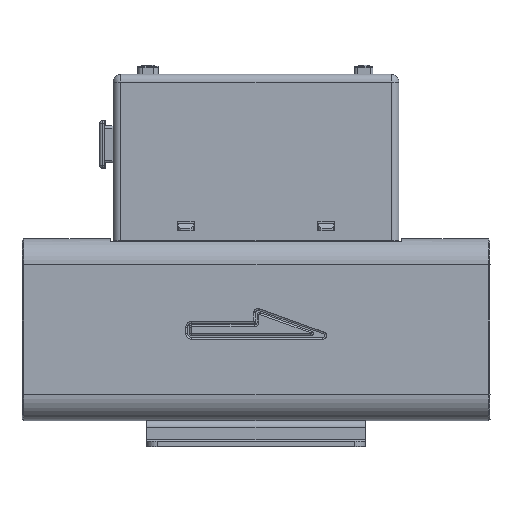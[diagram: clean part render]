
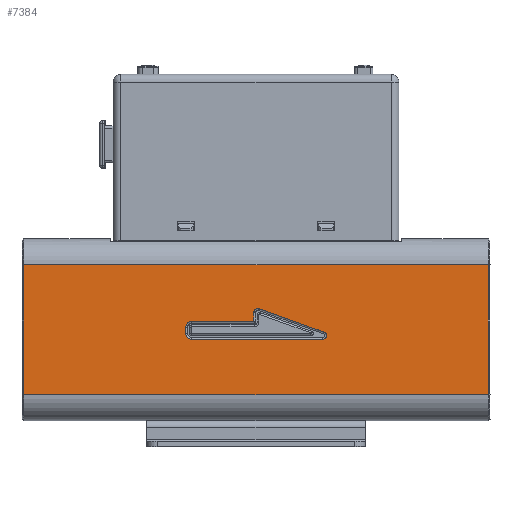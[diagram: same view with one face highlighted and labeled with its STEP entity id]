
A CAD part, top view. The second image highlights one B-rep face of the part: STEP entity #7384.
In plain terms, the highlighted planar face has unit normal (0, 0, 1).
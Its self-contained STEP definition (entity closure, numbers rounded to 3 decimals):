
#437=DIRECTION('',(0.,1.,0.));
#438=VECTOR('',#437,25.);
#439=CARTESIAN_POINT('',(-44.7,-12.5,17.5));
#440=LINE('',#439,#438);
#441=DIRECTION('',(-1.,0.,0.));
#442=VECTOR('',#441,89.4);
#443=CARTESIAN_POINT('',(44.7,12.5,17.5));
#444=LINE('',#443,#442);
#445=DIRECTION('',(0.,-1.,0.));
#446=VECTOR('',#445,25.);
#447=CARTESIAN_POINT('',(44.7,12.5,17.5));
#448=LINE('',#447,#446);
#449=DIRECTION('',(-1.,0.,0.));
#450=VECTOR('',#449,89.4);
#451=CARTESIAN_POINT('',(44.7,-12.5,17.5));
#452=LINE('',#451,#450);
#453=DIRECTION('',(0.,1.,0.));
#454=VECTOR('',#453,1.703);
#455=CARTESIAN_POINT('',(-0.43,1.55,17.5));
#456=LINE('',#455,#454);
#457=DIRECTION('',(1.,0.,0.));
#458=VECTOR('',#457,11.97);
#459=CARTESIAN_POINT('',(-12.4,1.55,17.5));
#460=LINE('',#459,#458);
#461=CARTESIAN_POINT('',(-12.4,0.45,17.5));
#462=DIRECTION('',(0.,0.,-1.));
#463=DIRECTION('',(-1.,0.,0.));
#464=AXIS2_PLACEMENT_3D('',#461,#462,#463);
#466=DIRECTION('',(0.,1.,0.));
#467=VECTOR('',#466,1.2);
#468=CARTESIAN_POINT('',(-13.5,-0.75,17.5));
#469=LINE('',#468,#467);
#470=CARTESIAN_POINT('',(-12.4,-0.75,17.5));
#471=DIRECTION('',(0.,0.,-1.));
#472=DIRECTION('',(0.,-1.,0.));
#473=AXIS2_PLACEMENT_3D('',#470,#471,#472);
#475=DIRECTION('',(-1.,0.,0.));
#476=VECTOR('',#475,25.257);
#477=CARTESIAN_POINT('',(12.857,-1.85,17.5));
#478=LINE('',#477,#476);
#479=CARTESIAN_POINT('',(12.857,-1.15,17.5));
#480=DIRECTION('',(0.,0.,-1.));
#481=DIRECTION('',(0.34,0.941,0.));
#482=AXIS2_PLACEMENT_3D('',#479,#480,#481);
#484=DIRECTION('',(0.941,-0.34,0.));
#485=VECTOR('',#484,13.24);
#486=CARTESIAN_POINT('',(0.642,4.005,17.5));
#487=LINE('',#486,#485);
#488=CARTESIAN_POINT('',(0.37,3.253,17.5));
#489=DIRECTION('',(0.,0.,-1.));
#490=DIRECTION('',(-1.,0.,0.));
#491=AXIS2_PLACEMENT_3D('',#488,#489,#490);
#5315=CARTESIAN_POINT('',(-44.7,-12.5,17.5));
#5316=VERTEX_POINT('',#5315);
#5319=CARTESIAN_POINT('',(-44.7,12.5,17.5));
#5320=VERTEX_POINT('',#5319);
#5334=CARTESIAN_POINT('',(44.7,12.5,17.5));
#5336=VERTEX_POINT('',#5334);
#5339=CARTESIAN_POINT('',(44.7,-12.5,17.5));
#5340=VERTEX_POINT('',#5339);
#5441=CARTESIAN_POINT('',(-0.43,1.55,17.5));
#5442=CARTESIAN_POINT('',(-0.43,3.253,17.5));
#5443=VERTEX_POINT('',#5441);
#5444=VERTEX_POINT('',#5442);
#5451=CARTESIAN_POINT('',(-12.4,1.55,17.5));
#5452=VERTEX_POINT('',#5451);
#5455=CARTESIAN_POINT('',(-13.5,0.45,17.5));
#5456=VERTEX_POINT('',#5455);
#5459=CARTESIAN_POINT('',(-13.5,-0.75,17.5));
#5460=VERTEX_POINT('',#5459);
#5463=CARTESIAN_POINT('',(-12.4,-1.85,17.5));
#5464=VERTEX_POINT('',#5463);
#5467=CARTESIAN_POINT('',(12.857,-1.85,17.5));
#5468=VERTEX_POINT('',#5467);
#5471=CARTESIAN_POINT('',(13.095,-0.492,17.5));
#5472=VERTEX_POINT('',#5471);
#5475=CARTESIAN_POINT('',(0.642,4.005,17.5));
#5476=VERTEX_POINT('',#5475);
#7353=CARTESIAN_POINT('',(-45.,17.5,17.5));
#7354=DIRECTION('',(0.,0.,1.));
#7355=DIRECTION('',(0.,-1.,0.));
#7356=AXIS2_PLACEMENT_3D('',#7353,#7354,#7355);
#7357=PLANE('',#7356);
#7358=ORIENTED_EDGE('',*,*,#6942,.T.);
#7359=ORIENTED_EDGE('',*,*,#7054,.F.);
#7360=ORIENTED_EDGE('',*,*,#7215,.T.);
#7361=ORIENTED_EDGE('',*,*,#7346,.T.);
#7362=EDGE_LOOP('',(#7358,#7359,#7360,#7361));
#7363=FACE_OUTER_BOUND('',#7362,.F.);
#7365=ORIENTED_EDGE('',*,*,#7364,.F.);
#7367=ORIENTED_EDGE('',*,*,#7366,.F.);
#7369=ORIENTED_EDGE('',*,*,#7368,.F.);
#7371=ORIENTED_EDGE('',*,*,#7370,.F.);
#7373=ORIENTED_EDGE('',*,*,#7372,.F.);
#7375=ORIENTED_EDGE('',*,*,#7374,.F.);
#7377=ORIENTED_EDGE('',*,*,#7376,.F.);
#7379=ORIENTED_EDGE('',*,*,#7378,.F.);
#7381=ORIENTED_EDGE('',*,*,#7380,.F.);
#7382=EDGE_LOOP('',(#7365,#7367,#7369,#7371,#7373,#7375,#7377,#7379,#7381));
#7383=FACE_BOUND('',#7382,.F.);
#7384=ADVANCED_FACE('',(#7363,#7383),#7357,.T.);
#465=CIRCLE('',#464,1.1);
#474=CIRCLE('',#473,1.1);
#483=CIRCLE('',#482,0.7);
#492=CIRCLE('',#491,0.8);
#6942=EDGE_CURVE('',#5316,#5320,#440,.T.);
#7054=EDGE_CURVE('',#5336,#5320,#444,.T.);
#7215=EDGE_CURVE('',#5336,#5340,#448,.T.);
#7346=EDGE_CURVE('',#5340,#5316,#452,.T.);
#7364=EDGE_CURVE('',#5443,#5444,#456,.T.);
#7366=EDGE_CURVE('',#5452,#5443,#460,.T.);
#7368=EDGE_CURVE('',#5456,#5452,#465,.T.);
#7370=EDGE_CURVE('',#5460,#5456,#469,.T.);
#7372=EDGE_CURVE('',#5464,#5460,#474,.T.);
#7374=EDGE_CURVE('',#5468,#5464,#478,.T.);
#7376=EDGE_CURVE('',#5472,#5468,#483,.T.);
#7378=EDGE_CURVE('',#5476,#5472,#487,.T.);
#7380=EDGE_CURVE('',#5444,#5476,#492,.T.);
